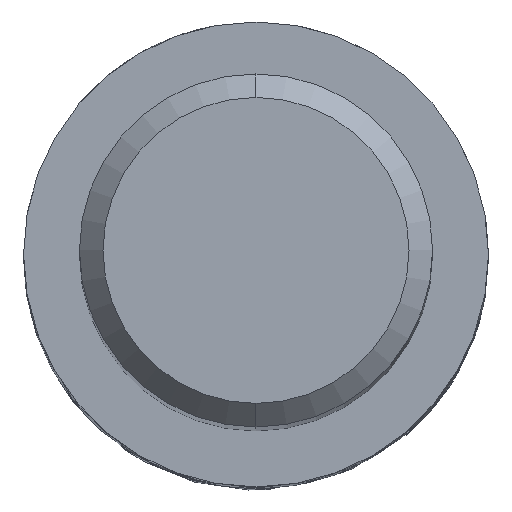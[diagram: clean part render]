
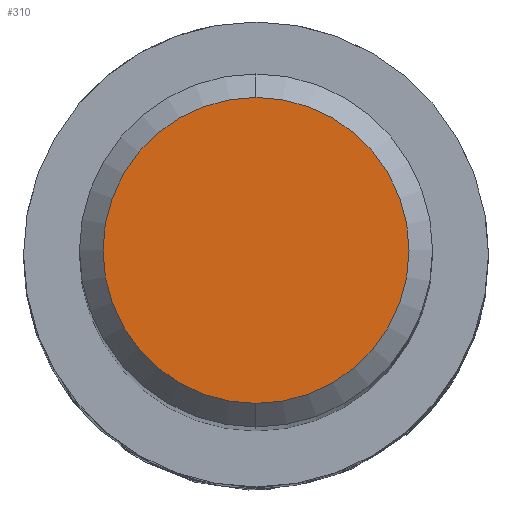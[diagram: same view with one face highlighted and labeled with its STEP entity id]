
A CAD part, top view. The second image highlights one B-rep face of the part: STEP entity #310.
In plain terms, the highlighted planar face has unit normal (0, 0, 1).
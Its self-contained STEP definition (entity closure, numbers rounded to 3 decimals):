
#290=VERTEX_POINT('',#823);
#310=ADVANCED_FACE('',(#846),#847,.T.);
#336=EDGE_CURVE('',#290,#692,#875,.T.);
#692=VERTEX_POINT('',#1263);
#714=EDGE_CURVE('',#692,#290,#1288,.T.);
#823=CARTESIAN_POINT('',(0.,-2.6,0.0));
#846=FACE_OUTER_BOUND('',#1422,.T.);
#847=PLANE('',#1423);
#875=CIRCLE('',#1508,2.6);
#1263=CARTESIAN_POINT('',(0.0,2.6,0.0));
#1288=CIRCLE('',#4545,2.6);
#1422=EDGE_LOOP('',(#4851,#4852));
#1423=AXIS2_PLACEMENT_3D('',#4853,#4854,#4855);
#1508=AXIS2_PLACEMENT_3D('',#4873,#4874,#4875);
#4545=AXIS2_PLACEMENT_3D('',#5340,#5341,#5342);
#4851=ORIENTED_EDGE('',*,*,#714,.F.);
#4852=ORIENTED_EDGE('',*,*,#336,.F.);
#4853=CARTESIAN_POINT('',(0.0,1.3,0.0));
#4854=DIRECTION('',(-0.0,0.0,1.0));
#4855=DIRECTION('',(0.0,-1.0,0.0));
#4873=CARTESIAN_POINT('',(0.0,0.0,0.0));
#4874=DIRECTION('',(0.0,0.0,-1.0));
#4875=DIRECTION('',(0.0,1.0,0.0));
#5340=CARTESIAN_POINT('',(0.0,0.0,0.0));
#5341=DIRECTION('',(0.0,0.0,-1.0));
#5342=DIRECTION('',(0.0,1.0,0.0));
